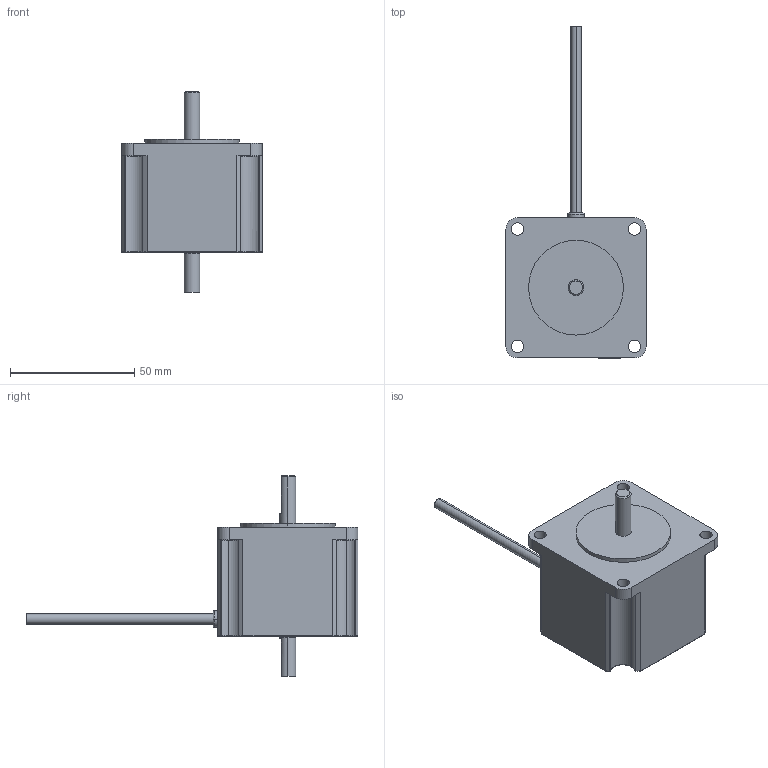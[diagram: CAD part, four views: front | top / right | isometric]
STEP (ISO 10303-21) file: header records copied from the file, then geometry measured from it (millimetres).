
FILE_DESCRIPTION (( 'STEP AP214' ), '1' );
FILE_NAME ('STP-MTRAC-23044D from HT23-552D-CAA r1 COORDS 1 mod1.STEP', '2019-08-20T15:20:44', ( '' ), ( '' ), 'SwSTEP 2.0', 'SolidWorks 2017', '' );
FILE_SCHEMA (( 'AUTOMOTIVE_DESIGN' ));
Length unit declared in the file: millimetre
Products named in the file (1): STP-MTRAC-23044D from HT23-552D-CAA  r1 COORDS 1 mod1
Bounding box: 56.4 x 133.5 x 80.65 mm (x, y, z)
Volume: 130514.5 mm3; surface area: 18366.2 mm2
Topology: 1 solids, 1 shells, 152 faces, 380 edges, 233 vertices
Faces by surface type: cylinder 62, torus 38, plane 25, bspline 19, sphere 5, cone 3
Entity records: 8078 total; most frequent: CARTESIAN_POINT 4576, ORIENTED_EDGE 740, DIRECTION 708, EDGE_CURVE 370, AXIS2_PLACEMENT_3D 306, VERTEX_POINT 231, CIRCLE 172, EDGE_LOOP 171
